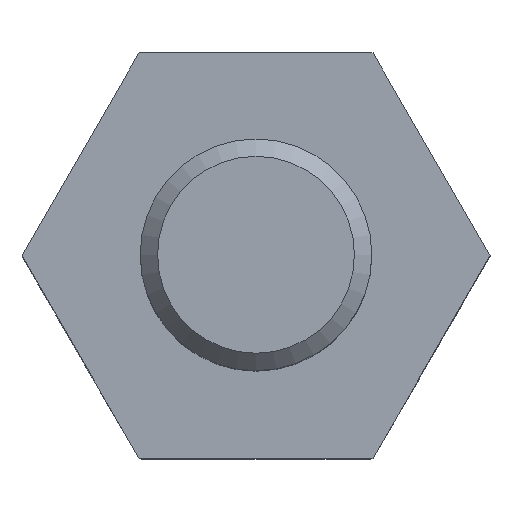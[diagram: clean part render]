
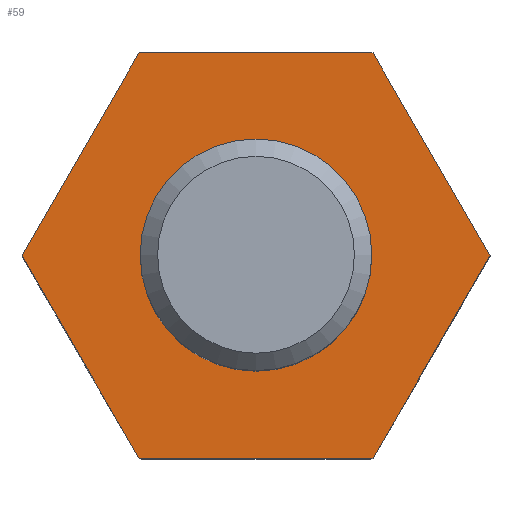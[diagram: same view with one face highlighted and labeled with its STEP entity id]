
A CAD part, top view. The second image highlights one B-rep face of the part: STEP entity #59.
In plain terms, the highlighted planar face has unit normal (0, 0, 1).
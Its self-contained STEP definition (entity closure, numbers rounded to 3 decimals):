
#59 = ADVANCED_FACE( '', ( #132, #133 ), #134, .T. );
#132 = FACE_BOUND( '', #226, .T. );
#133 = FACE_OUTER_BOUND( '', #227, .T. );
#134 = PLANE( '', #228 );
#226 = EDGE_LOOP( '', ( #336 ) );
#227 = EDGE_LOOP( '', ( #337, #338, #339, #340, #341, #342 ) );
#228 = AXIS2_PLACEMENT_3D( '', #343, #344, #345 );
#336 = ORIENTED_EDGE( '', *, *, #502, .T. );
#337 = ORIENTED_EDGE( '', *, *, #493, .T. );
#338 = ORIENTED_EDGE( '', *, *, #503, .T. );
#339 = ORIENTED_EDGE( '', *, *, #498, .T. );
#340 = ORIENTED_EDGE( '', *, *, #504, .T. );
#341 = ORIENTED_EDGE( '', *, *, #505, .T. );
#342 = ORIENTED_EDGE( '', *, *, #506, .T. );
#343 = CARTESIAN_POINT( '', ( 0., 0., 8. ) );
#344 = DIRECTION( '', ( 0., 0., 1. ) );
#345 = DIRECTION( '', ( 1., 0., 0. ) );
#493 = EDGE_CURVE( '', #568, #566, #569, .T. );
#498 = EDGE_CURVE( '', #577, #575, #578, .T. );
#502 = EDGE_CURVE( '', #583, #583, #584, .F. );
#503 = EDGE_CURVE( '', #566, #577, #585, .T. );
#504 = EDGE_CURVE( '', #575, #586, #587, .T. );
#505 = EDGE_CURVE( '', #586, #588, #589, .T. );
#506 = EDGE_CURVE( '', #588, #568, #590, .T. );
#566 = VERTEX_POINT( '', #687 );
#568 = VERTEX_POINT( '', #690 );
#569 = LINE( '', #691, #692 );
#575 = VERTEX_POINT( '', #706 );
#577 = VERTEX_POINT( '', #709 );
#578 = LINE( '', #710, #711 );
#583 = VERTEX_POINT( '', #722 );
#584 = CIRCLE( '', #723, 1.852 );
#585 = LINE( '', #724, #725 );
#586 = VERTEX_POINT( '', #726 );
#587 = LINE( '', #727, #728 );
#588 = VERTEX_POINT( '', #729 );
#589 = LINE( '', #730, #731 );
#590 = LINE( '', #732, #733 );
#687 = CARTESIAN_POINT( '', ( -2.021, 3.5, 8. ) );
#690 = CARTESIAN_POINT( '', ( 2.021, 3.5, 8. ) );
#691 = CARTESIAN_POINT( '', ( 2.021, 3.5, 8. ) );
#692 = VECTOR( '', #838, 1000. );
#706 = CARTESIAN_POINT( '', ( -2.021, -3.5, 8. ) );
#709 = CARTESIAN_POINT( '', ( -4.041, 0., 8. ) );
#710 = CARTESIAN_POINT( '', ( -4.041, 0., 8. ) );
#711 = VECTOR( '', #841, 1000. );
#722 = CARTESIAN_POINT( '', ( 1.852, 0., 8. ) );
#723 = AXIS2_PLACEMENT_3D( '', #843, #844, #845 );
#724 = CARTESIAN_POINT( '', ( -2.021, 3.5, 8. ) );
#725 = VECTOR( '', #846, 1000. );
#726 = CARTESIAN_POINT( '', ( 2.021, -3.5, 8. ) );
#727 = CARTESIAN_POINT( '', ( -2.021, -3.5, 8. ) );
#728 = VECTOR( '', #847, 1000. );
#729 = CARTESIAN_POINT( '', ( 4.041, 0., 8. ) );
#730 = CARTESIAN_POINT( '', ( 2.021, -3.5, 8. ) );
#731 = VECTOR( '', #848, 1000. );
#732 = CARTESIAN_POINT( '', ( 4.041, 0., 8. ) );
#733 = VECTOR( '', #849, 1000. );
#838 = DIRECTION( '', ( -1., 0., 0. ) );
#841 = DIRECTION( '', ( 0.5, -0.866, 0. ) );
#843 = CARTESIAN_POINT( '', ( 0., 0., 8. ) );
#844 = DIRECTION( '', ( 0., 0., 1. ) );
#845 = DIRECTION( '', ( 1., 0., 0. ) );
#846 = DIRECTION( '', ( -0.5, -0.866, 0. ) );
#847 = DIRECTION( '', ( 1., 0., 0. ) );
#848 = DIRECTION( '', ( 0.5, 0.866, 0. ) );
#849 = DIRECTION( '', ( -0.5, 0.866, 0. ) );
